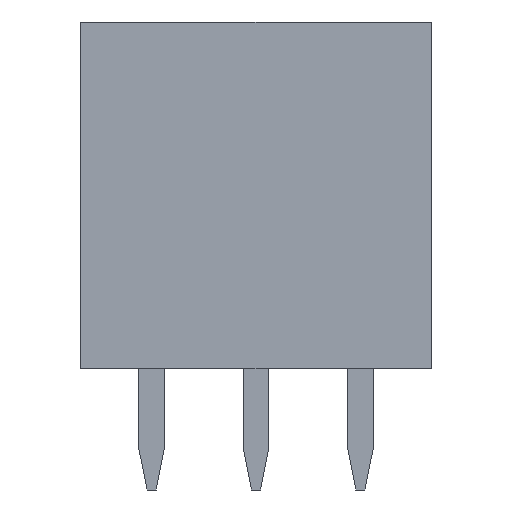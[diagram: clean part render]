
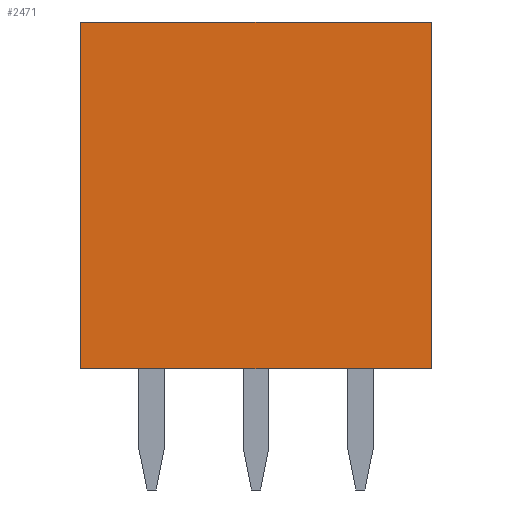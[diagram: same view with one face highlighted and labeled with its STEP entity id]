
A CAD part, front view. The second image highlights one B-rep face of the part: STEP entity #2471.
In plain terms, the highlighted planar face has unit normal (0, -1, 0).
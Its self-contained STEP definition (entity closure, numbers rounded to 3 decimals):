
#80=FACE_OUTER_BOUND('',#201,.T.);
#201=EDGE_LOOP('',(#1791,#1792,#1793,#1794));
#375=LINE('',#3481,#711);
#439=LINE('',#3608,#775);
#442=LINE('',#3614,#778);
#443=LINE('',#3615,#779);
#711=VECTOR('',#2864,10.);
#775=VECTOR('',#2972,10.);
#778=VECTOR('',#2977,10.);
#779=VECTOR('',#2978,10.);
#1011=VERTEX_POINT('',#3478);
#1012=VERTEX_POINT('',#3480);
#1053=VERTEX_POINT('',#3607);
#1055=VERTEX_POINT('',#3613);
#1267=EDGE_CURVE('',#1012,#1011,#375,.T.);
#1331=EDGE_CURVE('',#1053,#1012,#439,.T.);
#1334=EDGE_CURVE('',#1011,#1055,#442,.T.);
#1335=EDGE_CURVE('',#1055,#1053,#443,.T.);
#1791=ORIENTED_EDGE('',*,*,#1334,.T.);
#1792=ORIENTED_EDGE('',*,*,#1335,.T.);
#1793=ORIENTED_EDGE('',*,*,#1331,.T.);
#1794=ORIENTED_EDGE('',*,*,#1267,.T.);
#2225=PLANE('',#2615);
#2471=ADVANCED_FACE('',(#80),#2225,.T.);
#2615=AXIS2_PLACEMENT_3D('',#3612,#2975,#2976);
#2864=DIRECTION('',(0.,0.,1.));
#2972=DIRECTION('',(1.,0.,0.));
#2975=DIRECTION('center_axis',(0.,-1.,0.));
#2976=DIRECTION('ref_axis',(0.,0.,-1.));
#2977=DIRECTION('',(-1.,0.,0.));
#2978=DIRECTION('',(0.,0.,-1.));
#3478=CARTESIAN_POINT('',(1.725,-1.21,8.43));
#3480=CARTESIAN_POINT('',(1.725,-1.21,0.));
#3481=CARTESIAN_POINT('',(1.725,-1.21,0.));
#3607=CARTESIAN_POINT('',(-6.805,-1.21,0.));
#3608=CARTESIAN_POINT('',(-4.265,-1.21,0.));
#3612=CARTESIAN_POINT('Origin',(-5.08,-1.21,4.215));
#3613=CARTESIAN_POINT('',(-6.805,-1.21,8.43));
#3614=CARTESIAN_POINT('',(-3.355,-1.21,8.43));
#3615=CARTESIAN_POINT('',(-6.805,-1.21,8.43));
